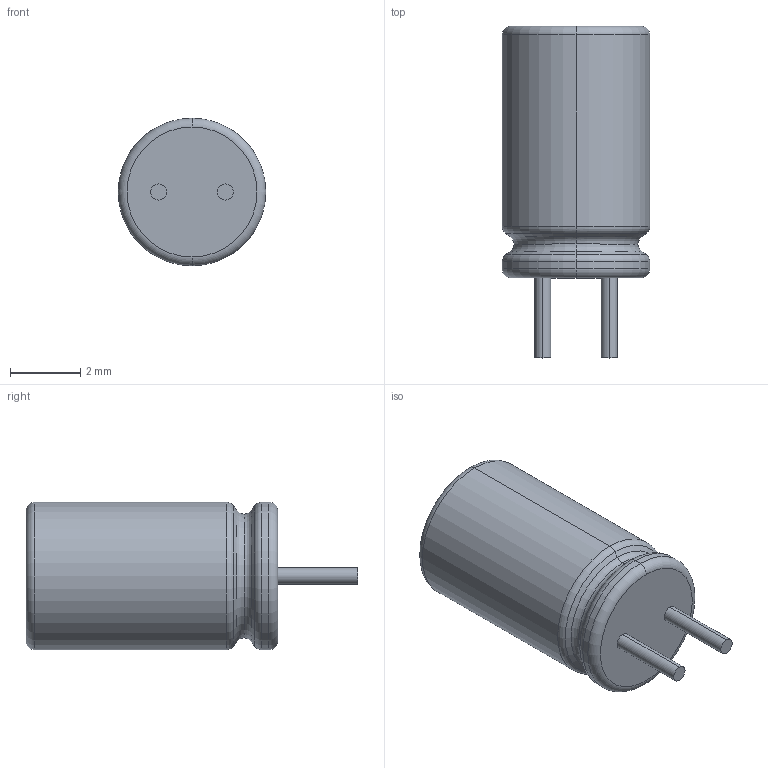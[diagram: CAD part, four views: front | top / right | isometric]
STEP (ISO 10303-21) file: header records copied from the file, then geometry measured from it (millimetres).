
FILE_DESCRIPTION (( 'STEP AP214' ), '1' );
FILE_NAME ('SW3dPS-NICHICON_ USA1C100MCA_10MF_16V_RADIAL_Alumium Electrolytic Capacitor.STEP', '2009-05-31T22:47:48', ( 'SysAdmin' ), ( 'SolidWorks' ), 'SwSTEP 2.0', 'SolidWorks 2009', '' );
FILE_SCHEMA (( 'AUTOMOTIVE_DESIGN' ));
Length unit declared in the file: inch
Products named in the file (1): SW3dPS-NICHICON_ USA1C100MCA_10MF_16V_RADIAL_Alumium Electrolytic Capacitor
Bounding box: 4.22 x 9.47 x 4.22 mm (x, y, z)
Volume: 98.6 mm3; surface area: 128.9 mm2
Topology: 1 solids, 1 shells, 28 faces, 54 edges, 30 vertices
Faces by surface type: torus 12, cylinder 8, cone 4, plane 4
Entity records: 1120 total; most frequent: DIRECTION 154, CARTESIAN_POINT 113, ORIENTED_EDGE 108, AXIS2_PLACEMENT_3D 71, EDGE_CURVE 54, CIRCLE 42, LENGTH_MEASURE_WITH_UNIT 31, DIMENSIONAL_EXPONENTS 31
